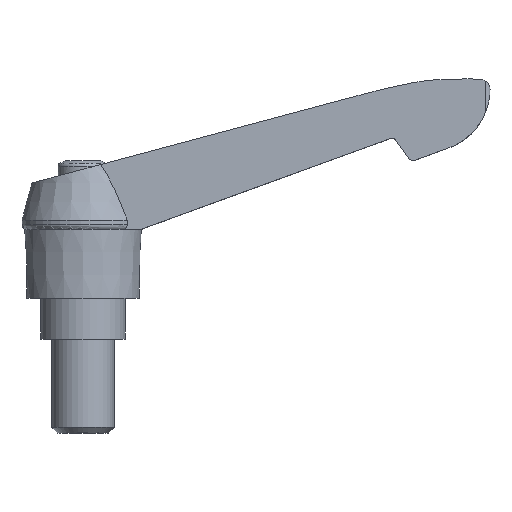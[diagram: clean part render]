
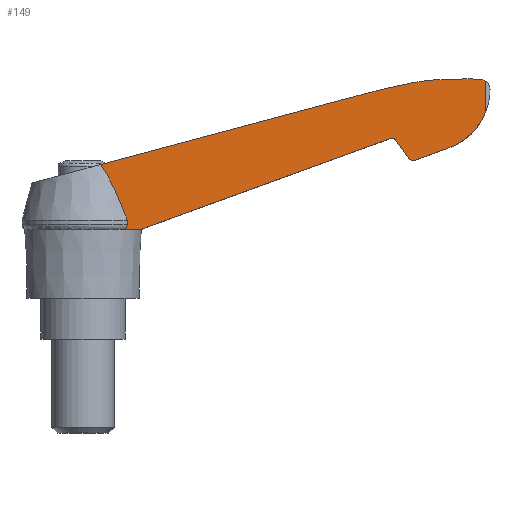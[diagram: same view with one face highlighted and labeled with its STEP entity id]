
A CAD part, top view. The second image highlights one B-rep face of the part: STEP entity #149.
In plain terms, the highlighted planar face has unit normal (0.034, 0, 0.999).
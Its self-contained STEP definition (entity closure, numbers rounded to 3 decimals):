
#149 = ADVANCED_FACE( '', ( #354 ), #355, .F. );
#354 = FACE_OUTER_BOUND( '', #620, .T. );
#355 = PLANE( '', #621 );
#620 = EDGE_LOOP( '', ( #1016, #1017, #1018, #1019, #1020, #1021, #1022, #1023, #1024, #1025, #1026, #1027, #1028, #1029, #1030, #1031 ) );
#621 = AXIS2_PLACEMENT_3D( '', #1032, #1033, #1034 );
#1016 = ORIENTED_EDGE( '', *, *, #1701, .F. );
#1017 = ORIENTED_EDGE( '', *, *, #1670, .T. );
#1018 = ORIENTED_EDGE( '', *, *, #1702, .F. );
#1019 = ORIENTED_EDGE( '', *, *, #1703, .F. );
#1020 = ORIENTED_EDGE( '', *, *, #1628, .T. );
#1021 = ORIENTED_EDGE( '', *, *, #1704, .F. );
#1022 = ORIENTED_EDGE( '', *, *, #1705, .F. );
#1023 = ORIENTED_EDGE( '', *, *, #1706, .F. );
#1024 = ORIENTED_EDGE( '', *, *, #1707, .F. );
#1025 = ORIENTED_EDGE( '', *, *, #1708, .F. );
#1026 = ORIENTED_EDGE( '', *, *, #1709, .F. );
#1027 = ORIENTED_EDGE( '', *, *, #1710, .F. );
#1028 = ORIENTED_EDGE( '', *, *, #1675, .F. );
#1029 = ORIENTED_EDGE( '', *, *, #1634, .F. );
#1030 = ORIENTED_EDGE( '', *, *, #1711, .F. );
#1031 = ORIENTED_EDGE( '', *, *, #1712, .F. );
#1032 = CARTESIAN_POINT( '', ( 0., 46.5, 6.943 ) );
#1033 = DIRECTION( '', ( -0.034, 0., -0.999 ) );
#1034 = DIRECTION( '', ( -0.999, 0., 0.034 ) );
#1628 = EDGE_CURVE( '', #1966, #1964, #1967, .T. );
#1634 = EDGE_CURVE( '', #1975, #1970, #1977, .T. );
#1670 = EDGE_CURVE( '', #2039, #2040, #2041, .T. );
#1675 = EDGE_CURVE( '', #1970, #2045, #2047, .T. );
#1701 = EDGE_CURVE( '', #2039, #2088, #2089, .T. );
#1702 = EDGE_CURVE( '', #2090, #2040, #2091, .T. );
#1703 = EDGE_CURVE( '', #1966, #2090, #2092, .T. );
#1704 = EDGE_CURVE( '', #2093, #1964, #2094, .T. );
#1705 = EDGE_CURVE( '', #2095, #2093, #2096, .T. );
#1706 = EDGE_CURVE( '', #2097, #2095, #2098, .T. );
#1707 = EDGE_CURVE( '', #2099, #2097, #2100, .T. );
#1708 = EDGE_CURVE( '', #2101, #2099, #2102, .T. );
#1709 = EDGE_CURVE( '', #2103, #2101, #2104, .T. );
#1710 = EDGE_CURVE( '', #2045, #2103, #2105, .T. );
#1711 = EDGE_CURVE( '', #2106, #1975, #2107, .T. );
#1712 = EDGE_CURVE( '', #2088, #2106, #2108, .T. );
#1964 = VERTEX_POINT( '', #2452 );
#1966 = VERTEX_POINT( '', #2455 );
#1967 = ELLIPSE( '', #2456, 0.7, 0.7 );
#1970 = VERTEX_POINT( '', #2460 );
#1975 = VERTEX_POINT( '', #2466 );
#1977 = ELLIPSE( '', #2469, 141.08, 141. );
#2039 = VERTEX_POINT( '', #2565 );
#2040 = VERTEX_POINT( '', #2566 );
#2041 = B_SPLINE_CURVE_WITH_KNOTS( '', 3, ( #2567, #2568, #2569, #2570, #2571, #2572 ), .UNSPECIFIED., .F., .F., ( 4, 2, 4 ), ( 0., 0.001, 0.001 ), .UNSPECIFIED. );
#2045 = VERTEX_POINT( '', #2576 );
#2047 = ELLIPSE( '', #2579, 35.02, 35. );
#2088 = VERTEX_POINT( '', #2629 );
#2089 = LINE( '', #2630, #2631 );
#2090 = VERTEX_POINT( '', #2632 );
#2091 = LINE( '', #2633, #2634 );
#2092 = LINE( '', #2635, #2636 );
#2093 = VERTEX_POINT( '', #2637 );
#2094 = LINE( '', #2638, #2639 );
#2095 = VERTEX_POINT( '', #2640 );
#2096 = ELLIPSE( '', #2641, 1.001, 1. );
#2097 = VERTEX_POINT( '', #2642 );
#2098 = LINE( '', #2643, #2644 );
#2099 = VERTEX_POINT( '', #2645 );
#2100 = ELLIPSE( '', #2646, 10.006, 10. );
#2101 = VERTEX_POINT( '', #2647 );
#2102 = LINE( '', #2648, #2649 );
#2103 = VERTEX_POINT( '', #2650 );
#2104 = ELLIPSE( '', #2651, 1.601, 1.6 );
#2105 = ELLIPSE( '', #2652, 35.02, 35. );
#2106 = VERTEX_POINT( '', #2653 );
#2107 = LINE( '', #2654, #2655 );
#2108 = B_SPLINE_CURVE_WITH_KNOTS( '', 3, ( #2656, #2657, #2658, #2659, #2660, #2661, #2662, #2663, #2664, #2665, #2666, #2667 ), .UNSPECIFIED., .F., .F., ( 4, 2, 2, 2, 2, 4 ), ( 0., 0.002, 0.005, 0.007, 0.009, 0.01 ), .UNSPECIFIED. );
#2452 = CARTESIAN_POINT( '', ( 49.953, 31.781, 5.258 ) );
#2455 = CARTESIAN_POINT( '', ( 49.14, 32.037, 5.285 ) );
#2456 = AXIS2_PLACEMENT_3D( '', #3091, #3092, #3093 );
#2460 = CARTESIAN_POINT( '', ( 53., 41., 5.155 ) );
#2466 = CARTESIAN_POINT( '', ( 43.4, 38.746, 5.479 ) );
#2469 = AXIS2_PLACEMENT_3D( '', #3100, #3101, #3102 );
#2565 = CARTESIAN_POINT( '', ( 7.079, 18.24, 6.704 ) );
#2566 = CARTESIAN_POINT( '', ( 6.456, 17.5, 6.725 ) );
#2567 = CARTESIAN_POINT( '', ( 7.079, 18.24, 6.704 ) );
#2568 = CARTESIAN_POINT( '', ( 7.06, 18.071, 6.705 ) );
#2569 = CARTESIAN_POINT( '', ( 6.979, 17.916, 6.707 ) );
#2570 = CARTESIAN_POINT( '', ( 6.752, 17.666, 6.715 ) );
#2571 = CARTESIAN_POINT( '', ( 6.61, 17.571, 6.72 ) );
#2572 = CARTESIAN_POINT( '', ( 6.456, 17.5, 6.725 ) );
#2576 = CARTESIAN_POINT( '', ( 59.7, 41.5, 4.929 ) );
#2579 = AXIS2_PLACEMENT_3D( '', #3155, #3156, #3157 );
#2629 = CARTESIAN_POINT( '', ( 7.079, 19., 6.704 ) );
#2630 = CARTESIAN_POINT( '', ( 7.079, 55.578, 6.704 ) );
#2631 = VECTOR( '', #3203, 1000. );
#2632 = CARTESIAN_POINT( '', ( 9.2, 17.5, 6.633 ) );
#2633 = CARTESIAN_POINT( '', ( -0.095, 17.5, 6.946 ) );
#2634 = VECTOR( '', #3204, 1000. );
#2635 = CARTESIAN_POINT( '', ( 9.107, 17.466, 6.636 ) );
#2636 = VECTOR( '', #3205, 1000. );
#2637 = CARTESIAN_POINT( '', ( 51.927, 28.962, 5.191 ) );
#2638 = CARTESIAN_POINT( '', ( 49.903, 31.852, 5.259 ) );
#2639 = VECTOR( '', #3206, 1000. );
#2640 = CARTESIAN_POINT( '', ( 53.088, 28.596, 5.152 ) );
#2641 = AXIS2_PLACEMENT_3D( '', #3207, #3208, #3209 );
#2642 = CARTESIAN_POINT( '', ( 57.9, 30.347, 4.99 ) );
#2643 = CARTESIAN_POINT( '', ( 52.951, 28.546, 5.156 ) );
#2644 = VECTOR( '', #3210, 1000. );
#2645 = CARTESIAN_POINT( '', ( 64.324, 36.302, 4.773 ) );
#2646 = AXIS2_PLACEMENT_3D( '', #3211, #3212, #3213 );
#2647 = CARTESIAN_POINT( '', ( 64.324, 41.207, 4.773 ) );
#2648 = CARTESIAN_POINT( '', ( 64.324, 46.5, 4.773 ) );
#2649 = VECTOR( '', #3214, 1000. );
#2650 = CARTESIAN_POINT( '', ( 63.6, 41.487, 4.797 ) );
#2651 = AXIS2_PLACEMENT_3D( '', #3215, #3216, #3217 );
#2652 = AXIS2_PLACEMENT_3D( '', #3218, #3219, #3220 );
#2653 = CARTESIAN_POINT( '', ( 2.77, 27.859, 6.849 ) );
#2654 = CARTESIAN_POINT( '', ( 43.266, 38.71, 5.483 ) );
#2655 = VECTOR( '', #3221, 1000. );
#2656 = CARTESIAN_POINT( '', ( 7.079, 19., 6.704 ) );
#2657 = CARTESIAN_POINT( '', ( 6.787, 19.77, 6.714 ) );
#2658 = CARTESIAN_POINT( '', ( 6.487, 20.537, 6.724 ) );
#2659 = CARTESIAN_POINT( '', ( 5.863, 22.061, 6.745 ) );
#2660 = CARTESIAN_POINT( '', ( 5.539, 22.819, 6.756 ) );
#2661 = CARTESIAN_POINT( '', ( 4.854, 24.317, 6.779 ) );
#2662 = CARTESIAN_POINT( '', ( 4.492, 25.057, 6.791 ) );
#2663 = CARTESIAN_POINT( '', ( 3.899, 26.141, 6.811 ) );
#2664 = CARTESIAN_POINT( '', ( 3.693, 26.497, 6.818 ) );
#2665 = CARTESIAN_POINT( '', ( 3.254, 27.194, 6.833 ) );
#2666 = CARTESIAN_POINT( '', ( 3.022, 27.535, 6.841 ) );
#2667 = CARTESIAN_POINT( '', ( 2.77, 27.859, 6.849 ) );
#3091 = CARTESIAN_POINT( '', ( 49.38, 31.379, 5.277 ) );
#3092 = DIRECTION( '', ( -0.034, 0., -0.999 ) );
#3093 = DIRECTION( '', ( 0.999, 0., -0.034 ) );
#3100 = CARTESIAN_POINT( '', ( 80.407, -97.311, 4.23 ) );
#3101 = DIRECTION( '', ( -0.034, 0., -0.999 ) );
#3102 = DIRECTION( '', ( 0.999, 0., -0.034 ) );
#3155 = CARTESIAN_POINT( '', ( 58.943, 6.508, 4.954 ) );
#3156 = DIRECTION( '', ( -0.034, 0., -0.999 ) );
#3157 = DIRECTION( '', ( 0.999, 0., -0.034 ) );
#3203 = DIRECTION( '', ( 0., 1., 0. ) );
#3204 = DIRECTION( '', ( -0.999, 0., 0.034 ) );
#3205 = DIRECTION( '', ( -0.939, -0.342, 0.032 ) );
#3206 = DIRECTION( '', ( -0.573, 0.819, 0.019 ) );
#3207 = CARTESIAN_POINT( '', ( 52.746, 29.535, 5.163 ) );
#3208 = DIRECTION( '', ( -0.034, 0., -0.999 ) );
#3209 = DIRECTION( '', ( 0.999, 0., -0.034 ) );
#3210 = DIRECTION( '', ( -0.939, -0.342, 0.032 ) );
#3211 = CARTESIAN_POINT( '', ( 55., 39.917, 5.087 ) );
#3212 = DIRECTION( '', ( -0.034, 0., -0.999 ) );
#3213 = DIRECTION( '', ( 0.999, 0., -0.034 ) );
#3214 = DIRECTION( '', ( 0., -1., 0. ) );
#3215 = CARTESIAN_POINT( '', ( 63.4, 39.9, 4.804 ) );
#3216 = DIRECTION( '', ( -0.034, 0., -0.999 ) );
#3217 = DIRECTION( '', ( 0.999, 0., -0.034 ) );
#3218 = CARTESIAN_POINT( '', ( 61.538, 6.548, 4.867 ) );
#3219 = DIRECTION( '', ( -0.034, 0., -0.999 ) );
#3220 = DIRECTION( '', ( 0.999, 0., -0.034 ) );
#3221 = DIRECTION( '', ( 0.965, 0.259, -0.033 ) );
